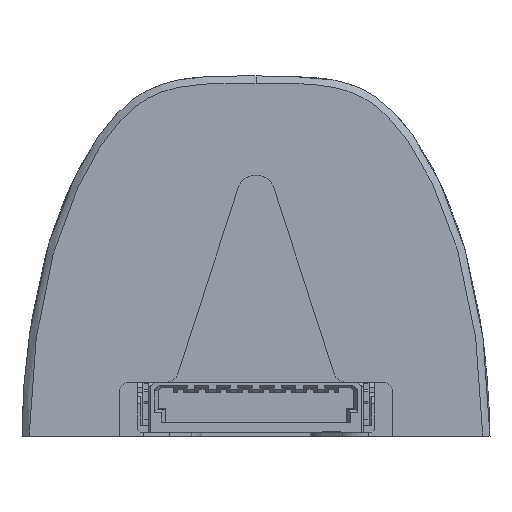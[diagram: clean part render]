
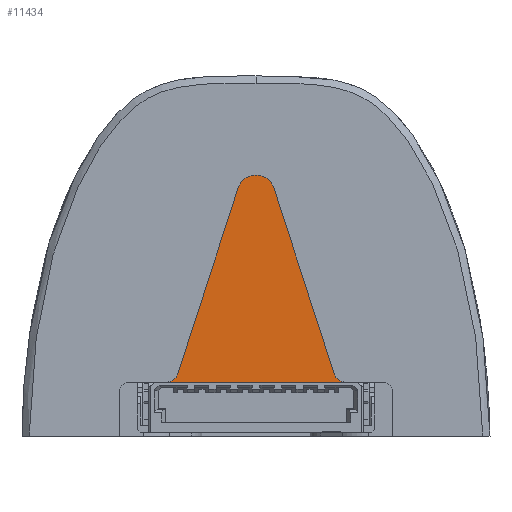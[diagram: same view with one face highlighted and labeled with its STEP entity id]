
A CAD part, front view. The second image highlights one B-rep face of the part: STEP entity #11434.
In plain terms, the highlighted planar face has unit normal (0, -1, 0).
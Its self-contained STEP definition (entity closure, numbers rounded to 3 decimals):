
#9=DIRECTION('',(1.,0.,0.));
#10=VECTOR('',#9,4.929);
#11=CARTESIAN_POINT('',(-2.464,-0.8,0.));
#12=LINE('',#11,#10);
#1426=CARTESIAN_POINT('',(2.464,-0.8,0.3));
#1427=DIRECTION('',(0.,1.,0.));
#1428=DIRECTION('',(0.,0.,-1.));
#1429=AXIS2_PLACEMENT_3D('',#1426,#1427,#1428);
#1439=CARTESIAN_POINT('',(-2.464,-0.8,0.3));
#1440=DIRECTION('',(0.,1.,0.));
#1441=DIRECTION('',(0.951,0.,-0.309));
#1442=AXIS2_PLACEMENT_3D('',#1439,#1440,#1441);
#1452=DIRECTION('',(-0.309,0.,-0.951));
#1453=VECTOR('',#1452,5.457);
#1454=CARTESIAN_POINT('',(-0.493,-0.8,5.397));
#1455=LINE('',#1454,#1453);
#1460=CARTESIAN_POINT('',(-0.017,-0.8,5.243));
#1461=DIRECTION('',(0.,1.,0.));
#1462=DIRECTION('',(-0.951,0.,0.309));
#1463=AXIS2_PLACEMENT_3D('',#1460,#1461,#1462);
#1469=DIRECTION('',(-1.,0.,0.));
#1470=VECTOR('',#1469,0.034);
#1471=CARTESIAN_POINT('',(0.017,-0.8,5.743));
#1472=LINE('',#1471,#1470);
#1477=CARTESIAN_POINT('',(0.017,-0.8,5.243));
#1478=DIRECTION('',(0.,1.,0.));
#1479=DIRECTION('',(0.,0.,1.));
#1480=AXIS2_PLACEMENT_3D('',#1477,#1478,#1479);
#1486=DIRECTION('',(-0.309,0.,0.951));
#1487=VECTOR('',#1486,5.457);
#1488=CARTESIAN_POINT('',(2.179,-0.8,0.207));
#1489=LINE('',#1488,#1487);
#8582=CARTESIAN_POINT('',(2.464,-0.8,0.));
#8583=CARTESIAN_POINT('',(2.179,-0.8,0.207));
#8584=VERTEX_POINT('',#8582);
#8585=VERTEX_POINT('',#8583);
#8586=CARTESIAN_POINT('',(-2.179,-0.8,0.207));
#8587=CARTESIAN_POINT('',(-2.464,-0.8,0.));
#8588=VERTEX_POINT('',#8586);
#8589=VERTEX_POINT('',#8587);
#8590=CARTESIAN_POINT('',(0.017,-0.8,5.743));
#8591=CARTESIAN_POINT('',(0.493,-0.8,5.397));
#8592=VERTEX_POINT('',#8590);
#8593=VERTEX_POINT('',#8591);
#8594=CARTESIAN_POINT('',(-0.017,-0.8,5.743));
#8595=VERTEX_POINT('',#8594);
#8596=CARTESIAN_POINT('',(-0.493,-0.8,5.397));
#8597=VERTEX_POINT('',#8596);
#11413=CARTESIAN_POINT('',(0.,-0.8,-1.5));
#11414=DIRECTION('',(0.,-1.,0.));
#11415=DIRECTION('',(1.,0.,0.));
#11416=AXIS2_PLACEMENT_3D('',#11413,#11414,#11415);
#11417=PLANE('',#11416);
#11418=ORIENTED_EDGE('',*,*,#11404,.F.);
#11419=ORIENTED_EDGE('',*,*,#8763,.F.);
#11421=ORIENTED_EDGE('',*,*,#11420,.F.);
#11423=ORIENTED_EDGE('',*,*,#11422,.F.);
#11425=ORIENTED_EDGE('',*,*,#11424,.T.);
#11427=ORIENTED_EDGE('',*,*,#11426,.F.);
#11429=ORIENTED_EDGE('',*,*,#11428,.T.);
#11431=ORIENTED_EDGE('',*,*,#11430,.F.);
#11432=EDGE_LOOP('',(#11418,#11419,#11421,#11423,#11425,#11427,#11429,#11431));
#11433=FACE_OUTER_BOUND('',#11432,.F.);
#11434=ADVANCED_FACE('',(#11433),#11417,.T.);
#1430=CIRCLE('',#1429,0.3);
#1443=CIRCLE('',#1442,0.3);
#1464=CIRCLE('',#1463,0.5);
#1481=CIRCLE('',#1480,0.5);
#8763=EDGE_CURVE('',#8589,#8584,#12,.T.);
#11404=EDGE_CURVE('',#8584,#8585,#1430,.T.);
#11420=EDGE_CURVE('',#8588,#8589,#1443,.T.);
#11422=EDGE_CURVE('',#8597,#8588,#1455,.T.);
#11424=EDGE_CURVE('',#8597,#8595,#1464,.T.);
#11426=EDGE_CURVE('',#8592,#8595,#1472,.T.);
#11428=EDGE_CURVE('',#8592,#8593,#1481,.T.);
#11430=EDGE_CURVE('',#8585,#8593,#1489,.T.);
